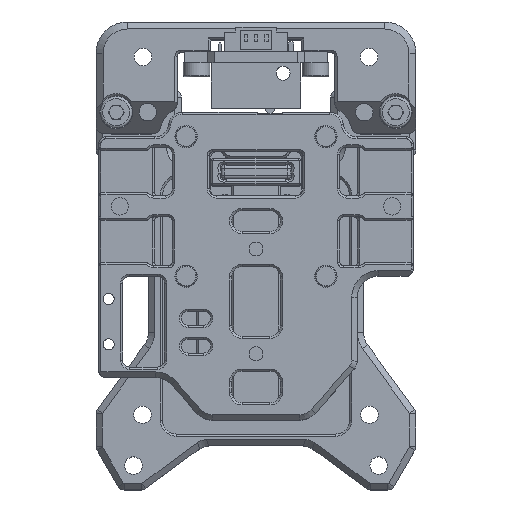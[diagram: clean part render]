
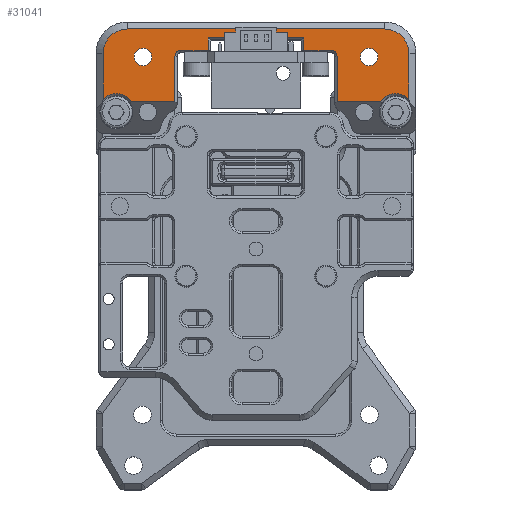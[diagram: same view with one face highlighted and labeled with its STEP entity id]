
A CAD part, top view. The second image highlights one B-rep face of the part: STEP entity #31041.
In plain terms, the highlighted face is planar.
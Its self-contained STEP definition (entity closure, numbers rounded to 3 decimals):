
#861=FACE_BOUND('',#4885,.T.);
#862=FACE_BOUND('',#4886,.T.);
#1542=PLANE('',#33599);
#3016=FACE_OUTER_BOUND('',#4884,.T.);
#4884=EDGE_LOOP('',(#25451,#25452,#25453,#25454,#25455,#25456,#25457,#25458,
#25459,#25460,#25461,#25462,#25463,#25464,#25465,#25466,#25467,#25468));
#4885=EDGE_LOOP('',(#25469));
#4886=EDGE_LOOP('',(#25470));
#7566=LINE('',#49089,#10867);
#7587=LINE('',#49149,#10888);
#7593=LINE('',#49161,#10894);
#7600=LINE('',#49175,#10901);
#7602=LINE('',#49186,#10903);
#7605=LINE('',#49193,#10906);
#7606=LINE('',#49197,#10907);
#7607=LINE('',#49202,#10908);
#7608=LINE('',#49205,#10909);
#7609=LINE('',#49207,#10910);
#7610=LINE('',#49208,#10911);
#7611=LINE('',#49211,#10912);
#10867=VECTOR('',#39758,1000.);
#10888=VECTOR('',#39809,1000.);
#10894=VECTOR('',#39819,1000.);
#10901=VECTOR('',#39828,1000.);
#10903=VECTOR('',#39832,1000.);
#10906=VECTOR('',#39837,1000.);
#10907=VECTOR('',#39840,1000.);
#10908=VECTOR('',#39847,1000.);
#10909=VECTOR('',#39850,1000.);
#10910=VECTOR('',#39851,1000.);
#10911=VECTOR('',#39852,1000.);
#10912=VECTOR('',#39855,1000.);
#12945=CIRCLE('',#33525,1.25);
#12947=CIRCLE('',#33528,1.25);
#12985=CIRCLE('',#33600,2.65);
#12986=CIRCLE('',#33601,3.5);
#12987=CIRCLE('',#33602,3.5);
#12988=CIRCLE('',#33603,2.65);
#12989=CIRCLE('',#33604,0.8);
#12990=CIRCLE('',#33605,0.8);
#14888=VERTEX_POINT('',#48892);
#14890=VERTEX_POINT('',#48898);
#14962=VERTEX_POINT('',#49086);
#14963=VERTEX_POINT('',#49088);
#14986=VERTEX_POINT('',#49147);
#14987=VERTEX_POINT('',#49148);
#14990=VERTEX_POINT('',#49159);
#14991=VERTEX_POINT('',#49160);
#14995=VERTEX_POINT('',#49169);
#14997=VERTEX_POINT('',#49173);
#15000=VERTEX_POINT('',#49180);
#15001=VERTEX_POINT('',#49185);
#15003=VERTEX_POINT('',#49191);
#15004=VERTEX_POINT('',#49192);
#15005=VERTEX_POINT('',#49194);
#15006=VERTEX_POINT('',#49196);
#15007=VERTEX_POINT('',#49200);
#15008=VERTEX_POINT('',#49204);
#15009=VERTEX_POINT('',#49206);
#15010=VERTEX_POINT('',#49209);
#18530=EDGE_CURVE('',#14888,#14888,#12945,.T.);
#18533=EDGE_CURVE('',#14890,#14890,#12947,.T.);
#18616=EDGE_CURVE('',#14963,#14962,#7566,.T.);
#18647=EDGE_CURVE('',#14986,#14987,#7587,.T.);
#18653=EDGE_CURVE('',#14990,#14991,#7593,.T.);
#18660=EDGE_CURVE('',#14995,#14997,#7600,.T.);
#18663=EDGE_CURVE('',#15001,#15000,#7602,.T.);
#18666=EDGE_CURVE('',#15003,#15004,#7605,.T.);
#18667=EDGE_CURVE('',#15004,#15005,#12985,.T.);
#18668=EDGE_CURVE('',#15006,#15005,#7606,.T.);
#18669=EDGE_CURVE('',#15006,#14986,#12986,.T.);
#18670=EDGE_CURVE('',#14987,#15001,#12987,.T.);
#18671=EDGE_CURVE('',#15000,#15007,#12988,.T.);
#18672=EDGE_CURVE('',#15007,#14995,#7607,.T.);
#18673=EDGE_CURVE('',#14997,#14963,#12989,.T.);
#18674=EDGE_CURVE('',#14962,#15008,#7608,.T.);
#18675=EDGE_CURVE('',#15008,#15009,#7609,.T.);
#18676=EDGE_CURVE('',#15009,#14990,#7610,.T.);
#18677=EDGE_CURVE('',#15010,#14991,#12990,.T.);
#18678=EDGE_CURVE('',#15003,#15010,#7611,.T.);
#25451=ORIENTED_EDGE('',*,*,#18666,.T.);
#25452=ORIENTED_EDGE('',*,*,#18667,.T.);
#25453=ORIENTED_EDGE('',*,*,#18668,.F.);
#25454=ORIENTED_EDGE('',*,*,#18669,.T.);
#25455=ORIENTED_EDGE('',*,*,#18647,.T.);
#25456=ORIENTED_EDGE('',*,*,#18670,.T.);
#25457=ORIENTED_EDGE('',*,*,#18663,.T.);
#25458=ORIENTED_EDGE('',*,*,#18671,.T.);
#25459=ORIENTED_EDGE('',*,*,#18672,.T.);
#25460=ORIENTED_EDGE('',*,*,#18660,.T.);
#25461=ORIENTED_EDGE('',*,*,#18673,.T.);
#25462=ORIENTED_EDGE('',*,*,#18616,.T.);
#25463=ORIENTED_EDGE('',*,*,#18674,.T.);
#25464=ORIENTED_EDGE('',*,*,#18675,.T.);
#25465=ORIENTED_EDGE('',*,*,#18676,.T.);
#25466=ORIENTED_EDGE('',*,*,#18653,.T.);
#25467=ORIENTED_EDGE('',*,*,#18677,.F.);
#25468=ORIENTED_EDGE('',*,*,#18678,.F.);
#25469=ORIENTED_EDGE('',*,*,#18530,.T.);
#25470=ORIENTED_EDGE('',*,*,#18533,.T.);
#31041=ADVANCED_FACE('',(#3016,#861,#862),#1542,.F.);
#33525=AXIS2_PLACEMENT_3D('',#48893,#39600,#39601);
#33528=AXIS2_PLACEMENT_3D('',#48899,#39607,#39608);
#33599=AXIS2_PLACEMENT_3D('',#49190,#39835,#39836);
#33600=AXIS2_PLACEMENT_3D('',#49195,#39838,#39839);
#33601=AXIS2_PLACEMENT_3D('',#49198,#39841,#39842);
#33602=AXIS2_PLACEMENT_3D('',#49199,#39843,#39844);
#33603=AXIS2_PLACEMENT_3D('',#49201,#39845,#39846);
#33604=AXIS2_PLACEMENT_3D('',#49203,#39848,#39849);
#33605=AXIS2_PLACEMENT_3D('',#49210,#39853,#39854);
#39600=DIRECTION('center_axis',(0.,0.,1.));
#39601=DIRECTION('ref_axis',(1.,0.,0.));
#39607=DIRECTION('center_axis',(0.,0.,1.));
#39608=DIRECTION('ref_axis',(1.,0.,0.));
#39758=DIRECTION('',(-1.,0.,0.));
#39809=DIRECTION('',(1.,0.,0.));
#39819=DIRECTION('',(-1.,0.,0.));
#39828=DIRECTION('',(0.,1.,0.));
#39832=DIRECTION('',(0.,-1.,0.));
#39835=DIRECTION('center_axis',(0.,0.,1.));
#39836=DIRECTION('ref_axis',(1.,0.,0.));
#39837=DIRECTION('',(-1.,0.,0.));
#39838=DIRECTION('center_axis',(0.,0.,1.));
#39839=DIRECTION('ref_axis',(1.,0.,0.));
#39840=DIRECTION('',(0.,-1.,0.));
#39841=DIRECTION('center_axis',(0.,0.,-1.));
#39842=DIRECTION('ref_axis',(1.,0.,0.));
#39843=DIRECTION('center_axis',(0.,0.,-1.));
#39844=DIRECTION('ref_axis',(1.,0.,0.));
#39845=DIRECTION('center_axis',(0.,0.,1.));
#39846=DIRECTION('ref_axis',(1.,0.,0.));
#39847=DIRECTION('',(-1.,0.,0.));
#39848=DIRECTION('center_axis',(0.,0.,1.));
#39849=DIRECTION('ref_axis',(1.,0.,0.));
#39850=DIRECTION('',(0.,1.,0.));
#39851=DIRECTION('',(-1.,0.,0.));
#39852=DIRECTION('',(0.,-1.,0.));
#39853=DIRECTION('center_axis',(0.,0.,-1.));
#39854=DIRECTION('ref_axis',(-1.,0.,0.));
#39855=DIRECTION('',(0.,1.,0.));
#48892=CARTESIAN_POINT('',(-16.753,30.869,-2.));
#48893=CARTESIAN_POINT('Origin',(-15.503,30.869,-2.));
#48898=CARTESIAN_POINT('',(15.648,30.869,-2.));
#48899=CARTESIAN_POINT('Origin',(16.898,30.869,-2.));
#49086=CARTESIAN_POINT('',(7.497,31.766,-2.));
#49088=CARTESIAN_POINT('',(11.497,31.766,-2.));
#49089=CARTESIAN_POINT('',(1.394,31.766,-2.));
#49147=CARTESIAN_POINT('',(-17.703,34.869,-2.));
#49148=CARTESIAN_POINT('',(19.098,34.869,-2.));
#49149=CARTESIAN_POINT('',(20.598,34.869,-2.));
#49159=CARTESIAN_POINT('',(-6.103,31.766,-2.));
#49160=CARTESIAN_POINT('',(-10.103,31.766,-2.));
#49161=CARTESIAN_POINT('',(1.394,31.766,-2.));
#49169=CARTESIAN_POINT('',(12.297,24.456,-2.));
#49173=CARTESIAN_POINT('',(12.297,30.966,-2.));
#49175=CARTESIAN_POINT('',(12.297,0.,-2.));
#49180=CARTESIAN_POINT('',(22.598,24.803,-2.));
#49185=CARTESIAN_POINT('',(22.598,31.369,-2.));
#49186=CARTESIAN_POINT('',(22.598,20.956,-2.));
#49190=CARTESIAN_POINT('Origin',(1.394,0.,-2.));
#49191=CARTESIAN_POINT('',(-10.903,24.456,-2.));
#49192=CARTESIAN_POINT('',(-17.119,24.456,-2.));
#49193=CARTESIAN_POINT('',(41.997,24.456,-2.));
#49194=CARTESIAN_POINT('',(-21.203,24.803,-2.));
#49195=CARTESIAN_POINT('Origin',(-19.303,22.955,-2.));
#49196=CARTESIAN_POINT('',(-21.203,31.369,-2.));
#49197=CARTESIAN_POINT('',(-21.203,20.956,-2.));
#49198=CARTESIAN_POINT('Origin',(-17.703,31.369,-2.));
#49199=CARTESIAN_POINT('Origin',(19.098,31.369,-2.));
#49200=CARTESIAN_POINT('',(18.513,24.456,-2.));
#49201=CARTESIAN_POINT('Origin',(20.698,22.955,-2.));
#49202=CARTESIAN_POINT('',(32.563,24.456,-2.));
#49203=CARTESIAN_POINT('Origin',(11.497,30.966,-2.));
#49204=CARTESIAN_POINT('',(7.497,33.596,-2.));
#49205=CARTESIAN_POINT('',(7.497,0.,-2.));
#49206=CARTESIAN_POINT('',(-6.103,33.596,-2.));
#49207=CARTESIAN_POINT('',(1.394,33.596,-2.));
#49208=CARTESIAN_POINT('',(-6.103,0.,-2.));
#49209=CARTESIAN_POINT('',(-10.903,30.966,-2.));
#49210=CARTESIAN_POINT('Origin',(-10.103,30.966,-2.));
#49211=CARTESIAN_POINT('',(-10.903,0.,-2.));
